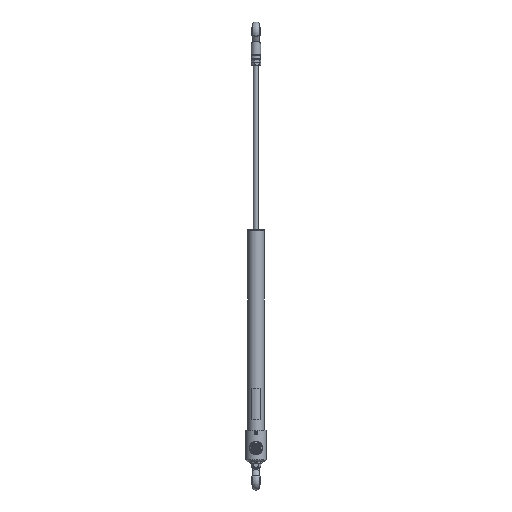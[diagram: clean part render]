
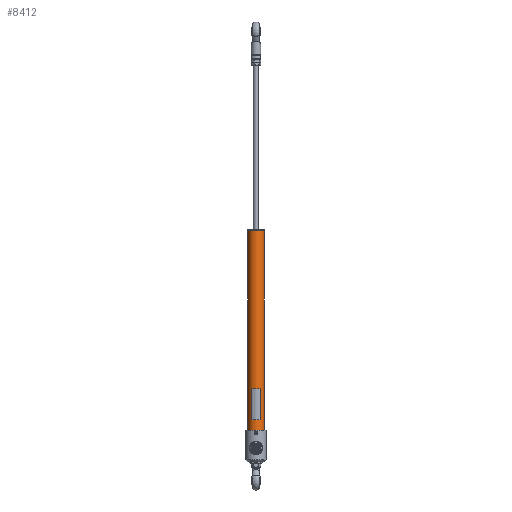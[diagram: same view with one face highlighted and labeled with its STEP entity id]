
A CAD part, front view. The second image highlights one B-rep face of the part: STEP entity #8412.
In plain terms, the highlighted cylindrical face has radius 8 mm (diameter 16 mm), a partial arc.
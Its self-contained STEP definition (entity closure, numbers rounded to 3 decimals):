
#6144 = CARTESIAN_POINT ( 'NONE',  ( -8., 0., -201.7 ) ) ;
#6145 = LINE ( 'NONE', #6144, #6192 ) ;
#6192 = VECTOR ( 'NONE', #6842, 1000. ) ;
#6842 = DIRECTION ( 'NONE',  ( 0., 0., 1. ) ) ;
#6943 = FACE_OUTER_BOUND ( 'NONE', #8489, .T. ) ;
#6945 = DIRECTION ( 'NONE',  ( 0., 0., 1. ) ) ;
#6981 = AXIS2_PLACEMENT_3D ( 'NONE', #6999, #6945, #6994 ) ;
#6994 = DIRECTION ( 'NONE',  ( 1., 0., 0. ) ) ;
#6997 = CYLINDRICAL_SURFACE ( 'NONE', #6981, 8. ) ;
#6999 = CARTESIAN_POINT ( 'NONE',  ( 0., 0., -201.7 ) ) ;
#7105 = CIRCLE ( 'NONE', #7142, 8. ) ;
#7108 = CARTESIAN_POINT ( 'NONE',  ( 0., 0., -192.5 ) ) ;
#7140 = DIRECTION ( 'NONE',  ( -1., 0., 0. ) ) ;
#7141 = DIRECTION ( 'NONE',  ( 0., 0., 1. ) ) ;
#7142 = AXIS2_PLACEMENT_3D ( 'NONE', #7108, #7141, #7140 ) ;
#7243 = DIRECTION ( 'NONE',  ( 1., 0., 0. ) ) ;
#7244 = DIRECTION ( 'NONE',  ( 0., 0., -1. ) ) ;
#7245 = CARTESIAN_POINT ( 'NONE',  ( 0., 0., -0.15 ) ) ;
#7249 = AXIS2_PLACEMENT_3D ( 'NONE', #7245, #7244, #7243 ) ;
#7250 = DIRECTION ( 'NONE',  ( 0., 0., 1. ) ) ;
#7251 = CIRCLE ( 'NONE', #7249, 8. ) ;
#7271 = CARTESIAN_POINT ( 'NONE',  ( 8., 0., -0.15 ) ) ;
#7280 = VECTOR ( 'NONE', #7250, 1000. ) ;
#7293 = LINE ( 'NONE', #7295, #7280 ) ;
#7295 = CARTESIAN_POINT ( 'NONE',  ( 8., 0., -201.7 ) ) ;
#7342 = CARTESIAN_POINT ( 'NONE',  ( -8., 0., -192.5 ) ) ;
#7361 = CARTESIAN_POINT ( 'NONE',  ( 8., 0., -192.5 ) ) ;
#7363 = CARTESIAN_POINT ( 'NONE',  ( -8., 0., -0.15 ) ) ;
#8412 = ADVANCED_FACE ( 'NONE', ( #6943 ), #6997, .T. ) ;
#8422 = ORIENTED_EDGE ( 'NONE', *, *, #8434, .T. ) ;
#8434 = EDGE_CURVE ( 'NONE', #8518, #8520, #7105, .T. ) ;
#8454 = ORIENTED_EDGE ( 'NONE', *, *, #8479, .T. ) ;
#8459 = ORIENTED_EDGE ( 'NONE', *, *, #8495, .T. ) ;
#8469 = ORIENTED_EDGE ( 'NONE', *, *, #8503, .F. ) ;
#8479 = EDGE_CURVE ( 'NONE', #8496, #8519, #7251, .T. ) ;
#8489 = EDGE_LOOP ( 'NONE', ( #8469, #8422, #8459, #8454 ) ) ;
#8495 = EDGE_CURVE ( 'NONE', #8520, #8496, #7293, .T. ) ;
#8496 = VERTEX_POINT ( 'NONE', #7271 ) ;
#8503 = EDGE_CURVE ( 'NONE', #8518, #8519, #6145, .T. ) ;
#8518 = VERTEX_POINT ( 'NONE', #7342 ) ;
#8519 = VERTEX_POINT ( 'NONE', #7363 ) ;
#8520 = VERTEX_POINT ( 'NONE', #7361 ) ;
